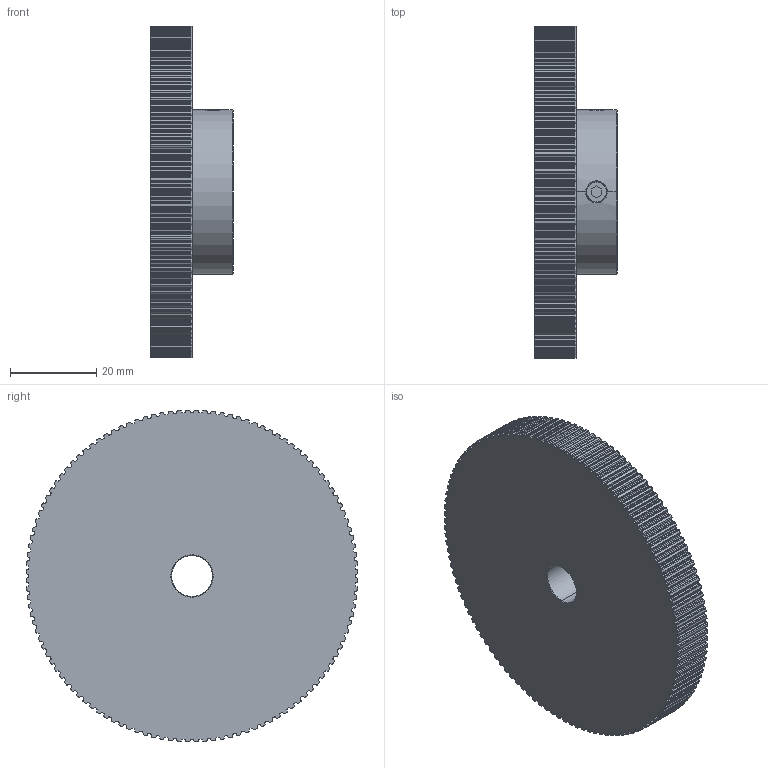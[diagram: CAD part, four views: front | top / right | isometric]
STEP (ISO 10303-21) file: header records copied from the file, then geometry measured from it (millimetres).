
FILE_DESCRIPTION (( 'STEP AP214' ), '1' );
FILE_NAME ('APB120MXL025B-375.step', '2016-06-13T20:59:53', ( '' ), ( '' ), 'SwSTEP 2.0', 'SolidWorks 2016', '' );
FILE_SCHEMA (( 'AUTOMOTIVE_DESIGN' ));
Length unit declared in the file: inch
Products named in the file (1): APB120MXL025B-375
Bounding box: 19.05 x 77.1 x 77.1 mm (x, y, z)
Volume: 53020.4 mm3; surface area: 14488.1 mm2
Topology: 3 solids, 3 shells, 1101 faces, 3270 edges, 2176 vertices
Faces by surface type: cylinder 706, plane 381, cone 10, bspline 4
Entity records: 41018 total; most frequent: CARTESIAN_POINT 9897, DIRECTION 6858, ORIENTED_EDGE 6540, EDGE_CURVE 3270, AXIS2_PLACEMENT_3D 2512, VERTEX_POINT 2176, LINE 1834, VECTOR 1834
